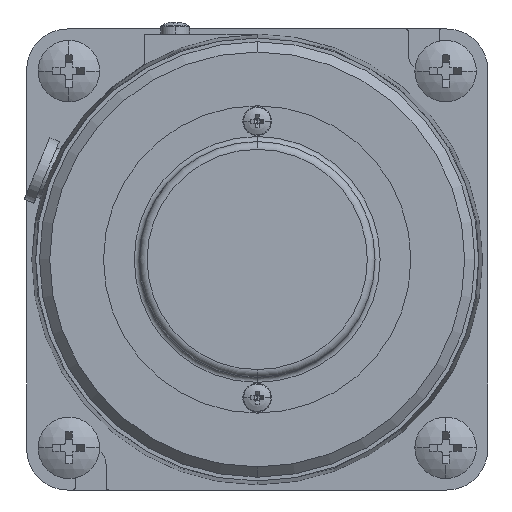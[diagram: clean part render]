
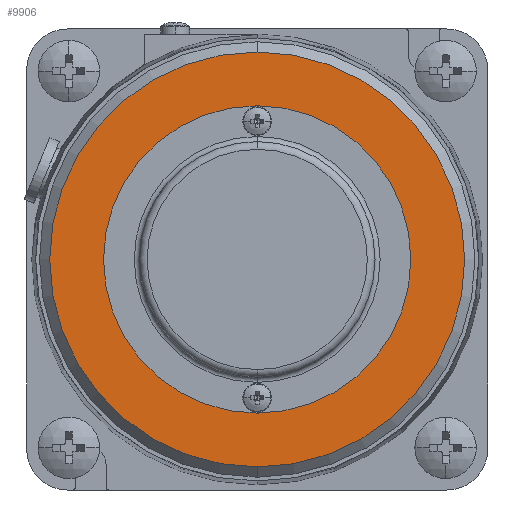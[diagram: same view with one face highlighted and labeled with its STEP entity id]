
A CAD part, left-side view. The second image highlights one B-rep face of the part: STEP entity #9906.
In plain terms, the highlighted planar face has unit normal (-1, 0, 0).
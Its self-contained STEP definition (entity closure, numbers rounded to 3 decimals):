
#590 = DIRECTION ( 'NONE',  ( -1., 0., 0. ) ) ;
#2828 = DIRECTION ( 'NONE',  ( -1., 0., 0. ) ) ;
#3114 = EDGE_CURVE ( 'NONE', #5902, #33750, #32207, .T. ) ;
#4509 = CARTESIAN_POINT ( 'NONE',  ( 2533.792, -775.157, 0. ) ) ;
#4753 = VERTEX_POINT ( 'NONE', #8013 ) ;
#5671 = FACE_BOUND ( 'NONE', #6077, .T. ) ;
#5719 = CARTESIAN_POINT ( 'NONE',  ( 2533.792, -775.157, 0. ) ) ;
#5902 = VERTEX_POINT ( 'NONE', #10101 ) ;
#6077 = EDGE_LOOP ( 'NONE', ( #6735, #17480 ) ) ;
#6175 = DIRECTION ( 'NONE',  ( 0., 0., 1. ) ) ;
#6735 = ORIENTED_EDGE ( 'NONE', *, *, #19731, .F. ) ;
#7424 = EDGE_CURVE ( 'NONE', #13431, #4753, #10081, .T. ) ;
#8013 = CARTESIAN_POINT ( 'NONE',  ( 2533.792, -775.157, 40.5 ) ) ;
#9880 = ORIENTED_EDGE ( 'NONE', *, *, #7424, .T. ) ;
#9906 = ADVANCED_FACE ( 'NONE', ( #31582, #5671 ), #17229, .T. ) ;
#10081 = CIRCLE ( 'NONE', #31219, 40.5 ) ;
#10101 = CARTESIAN_POINT ( 'NONE',  ( 2533.792, -775.157, -30. ) ) ;
#10192 = AXIS2_PLACEMENT_3D ( 'NONE', #5719, #17275, #28796 ) ;
#12161 = DIRECTION ( 'NONE',  ( 0., 0., 1. ) ) ;
#13431 = VERTEX_POINT ( 'NONE', #26892 ) ;
#13775 = AXIS2_PLACEMENT_3D ( 'NONE', #4509, #16057, #27589 ) ;
#14386 = DIRECTION ( 'NONE',  ( 0., 0., 1. ) ) ;
#16057 = DIRECTION ( 'NONE',  ( -1., 0., 0. ) ) ;
#17229 = PLANE ( 'NONE',  #20347 ) ;
#17275 = DIRECTION ( 'NONE',  ( -1., 0., 0. ) ) ;
#17480 = ORIENTED_EDGE ( 'NONE', *, *, #3114, .F. ) ;
#19731 = EDGE_CURVE ( 'NONE', #33750, #5902, #30065, .T. ) ;
#20347 = AXIS2_PLACEMENT_3D ( 'NONE', #28751, #2828, #14386 ) ;
#20539 = CARTESIAN_POINT ( 'NONE',  ( 2533.792, -775.157, 0. ) ) ;
#21863 = ORIENTED_EDGE ( 'NONE', *, *, #35949, .T. ) ;
#26490 = CIRCLE ( 'NONE', #10192, 40.5 ) ;
#26501 = CARTESIAN_POINT ( 'NONE',  ( 2533.792, -775.157, 0. ) ) ;
#26892 = CARTESIAN_POINT ( 'NONE',  ( 2533.792, -775.157, -40.5 ) ) ;
#27589 = DIRECTION ( 'NONE',  ( 0., 0., 1. ) ) ;
#28377 = EDGE_LOOP ( 'NONE', ( #9880, #21863 ) ) ;
#28751 = CARTESIAN_POINT ( 'NONE',  ( 2533.792, -745.157, 0. ) ) ;
#28796 = DIRECTION ( 'NONE',  ( 0., 0., 1. ) ) ;
#30065 = CIRCLE ( 'NONE', #13775, 30. ) ;
#31219 = AXIS2_PLACEMENT_3D ( 'NONE', #20539, #32058, #6175 ) ;
#31582 = FACE_OUTER_BOUND ( 'NONE', #28377, .T. ) ;
#32058 = DIRECTION ( 'NONE',  ( -1., 0., 0. ) ) ;
#32207 = CIRCLE ( 'NONE', #32332, 30. ) ;
#32332 = AXIS2_PLACEMENT_3D ( 'NONE', #26501, #590, #12161 ) ;
#33750 = VERTEX_POINT ( 'NONE', #36611 ) ;
#35949 = EDGE_CURVE ( 'NONE', #4753, #13431, #26490, .T. ) ;
#36611 = CARTESIAN_POINT ( 'NONE',  ( 2533.792, -775.157, 30. ) ) ;
